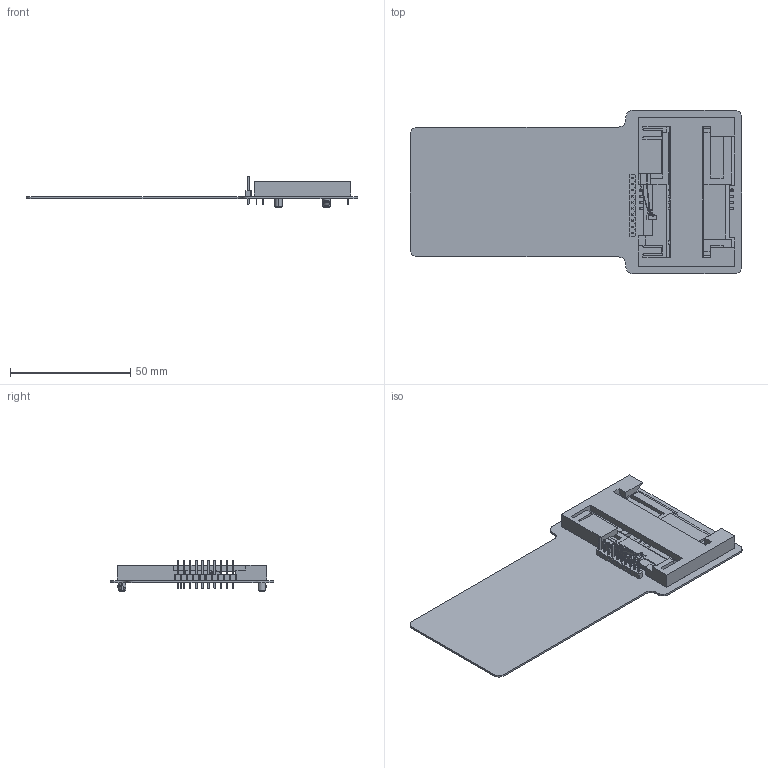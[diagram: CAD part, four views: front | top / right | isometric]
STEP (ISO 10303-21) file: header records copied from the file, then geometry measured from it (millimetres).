
FILE_DESCRIPTION(('Electronic assembly'),'2;1');
FILE_NAME('Board','2024-12-12T22:45:59',('An Author'),('A Company'), 'Open CASCADE STEP processor 7.8','horizon EDA','Unknown');
FILE_SCHEMA(('AUTOMOTIVE_DESIGN { 1 0 10303 214 1 1 1 1 }'));
Length unit declared in the file: millimetre
Products named in the file (6): PCA; PCB; J1; J1-1; J2; J2-1
Assembly tree (5 placements, depth 3):
  PCA
    PCB
    J1
      J1-1
    J2
      J2-1
Bounding box: 137.8 x 68 x 13.04 mm (x, y, z)
Volume: 13815.4 mm3; surface area: 24705.2 mm2
Topology: 3 solids, 3 shells, 902 faces, 2239 edges, 1377 vertices
Faces by surface type: plane 740, cylinder 150, cone 10, bspline 2
Full cylindrical faces by diameter (mm): 1 x10, 1.1 x10, 3.3 x4
Entity records: 59305 total; most frequent: CARTESIAN_POINT 12042, DIRECTION 8494, LINE 6009, VECTOR 6009, ORIENTED_EDGE 4478, PCURVE 4478, DEFINITIONAL_REPRESENTATION 4478, EDGE_CURVE 2239
